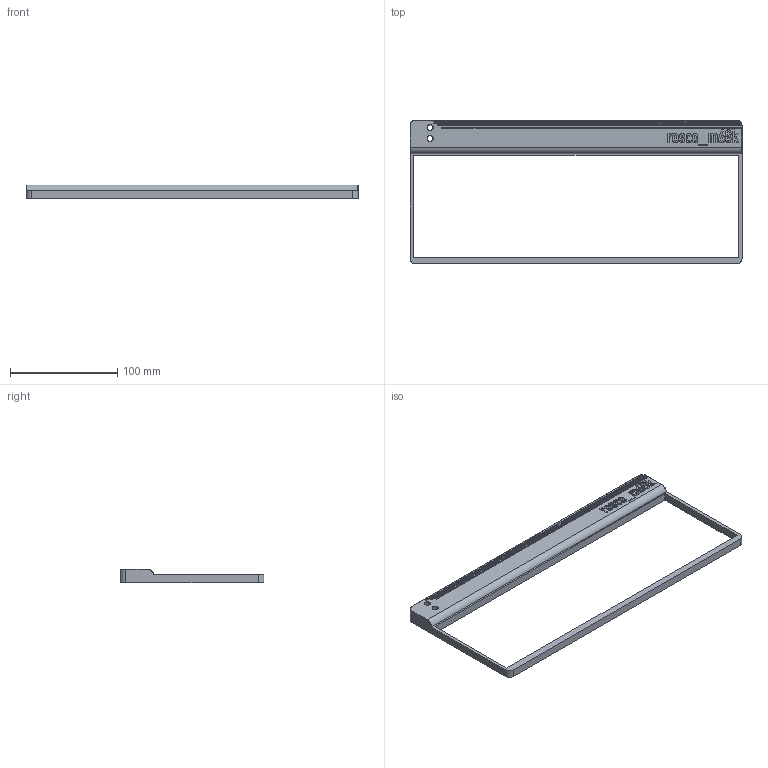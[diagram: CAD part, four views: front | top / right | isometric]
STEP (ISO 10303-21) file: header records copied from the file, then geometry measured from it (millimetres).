
FILE_DESCRIPTION(/* description */ (''),/* implementation_level */ '2;1');
FILE_NAME(/* name */ 'rosco_m68k_keyboard_v17_top.step',/* time_stamp */ '2024-01-09T22:14:09Z',/* author */ (''),/* organization */ (''),/* preprocessor_version */ 'ST-DEVELOPER v20',/* originating_system */ 'Autodesk Translation Framework v12.14.0.127',/* authorisation */ '');
FILE_SCHEMA (('AUTOMOTIVE_DESIGN { 1 0 10303 214 3 1 1 }'));
Length unit declared in the file: millimetre
Products named in the file (1): Top
Bounding box: 310 x 134.16 x 12.96 mm (x, y, z)
Volume: 77959.6 mm3; surface area: 51685.4 mm2
Topology: 1 solids, 1 shells, 451 faces, 1188 edges, 756 vertices
Faces by surface type: bspline 226, plane 116, cylinder 78, torus 20, sphere 11
Full cylindrical faces by diameter (mm): 3 x2, 4.1 x2, 5 x2
Entity records: 16162 total; most frequent: CARTESIAN_POINT 6433, ORIENTED_EDGE 2370, DIRECTION 1367, EDGE_CURVE 1185, VERTEX_POINT 756, LINE 571, VECTOR 571, EDGE_LOOP 477
